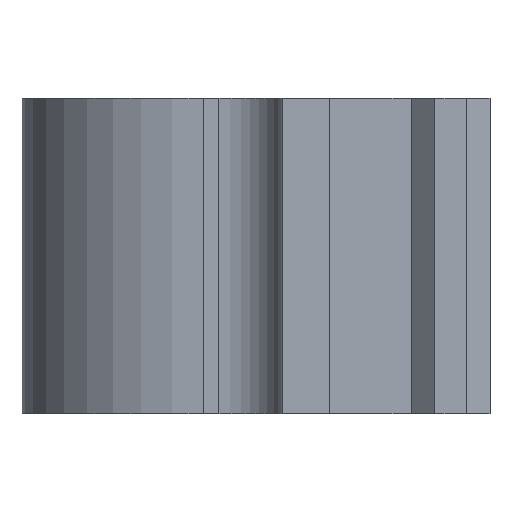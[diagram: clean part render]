
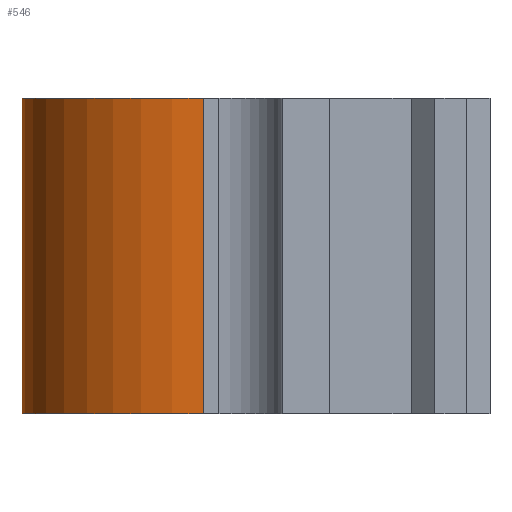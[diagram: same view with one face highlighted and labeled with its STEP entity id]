
A CAD part, left-side view. The second image highlights one B-rep face of the part: STEP entity #546.
In plain terms, the highlighted cylindrical face has radius 5.75 mm (diameter 11.5 mm), a partial arc.
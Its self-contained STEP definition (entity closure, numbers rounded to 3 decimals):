
#52=FACE_OUTER_BOUND('',#80,.T.);
#80=EDGE_LOOP('',(#447,#448,#449,#450));
#98=LINE('',#769,#168);
#144=LINE('',#869,#214);
#168=VECTOR('',#624,10.);
#214=VECTOR('',#702,10.);
#240=CIRCLE('',#587,5.75);
#241=CIRCLE('',#595,5.75);
#247=VERTEX_POINT('',#766);
#248=VERTEX_POINT('',#768);
#272=VERTEX_POINT('',#825);
#286=VERTEX_POINT('',#868);
#300=EDGE_CURVE('',#247,#248,#98,.T.);
#329=EDGE_CURVE('',#247,#272,#240,.T.);
#350=EDGE_CURVE('',#272,#286,#144,.T.);
#351=EDGE_CURVE('',#248,#286,#241,.T.);
#447=ORIENTED_EDGE('',*,*,#329,.T.);
#448=ORIENTED_EDGE('',*,*,#350,.T.);
#449=ORIENTED_EDGE('',*,*,#351,.F.);
#450=ORIENTED_EDGE('',*,*,#300,.F.);
#531=CYLINDRICAL_SURFACE('',#594,5.75);
#546=ADVANCED_FACE('',(#52),#531,.T.);
#587=AXIS2_PLACEMENT_3D('',#827,#666,#667);
#594=AXIS2_PLACEMENT_3D('',#867,#700,#701);
#595=AXIS2_PLACEMENT_3D('',#870,#703,#704);
#624=DIRECTION('',(0.,0.,1.));
#666=DIRECTION('center_axis',(0.,0.,1.));
#667=DIRECTION('ref_axis',(1.,0.,0.));
#700=DIRECTION('center_axis',(0.,0.,1.));
#701=DIRECTION('ref_axis',(1.,0.,0.));
#702=DIRECTION('',(0.,0.,1.));
#703=DIRECTION('center_axis',(0.,0.,1.));
#704=DIRECTION('ref_axis',(1.,0.,0.));
#766=CARTESIAN_POINT('',(5.75,0.,0.));
#768=CARTESIAN_POINT('',(5.75,0.,10.));
#769=CARTESIAN_POINT('',(5.75,0.,0.));
#825=CARTESIAN_POINT('',(-5.75,0.,0.));
#827=CARTESIAN_POINT('Origin',(0.,0.,0.));
#867=CARTESIAN_POINT('Origin',(0.,0.,0.));
#868=CARTESIAN_POINT('',(-5.75,0.,10.));
#869=CARTESIAN_POINT('',(-5.75,0.,0.));
#870=CARTESIAN_POINT('Origin',(0.,0.,10.));
